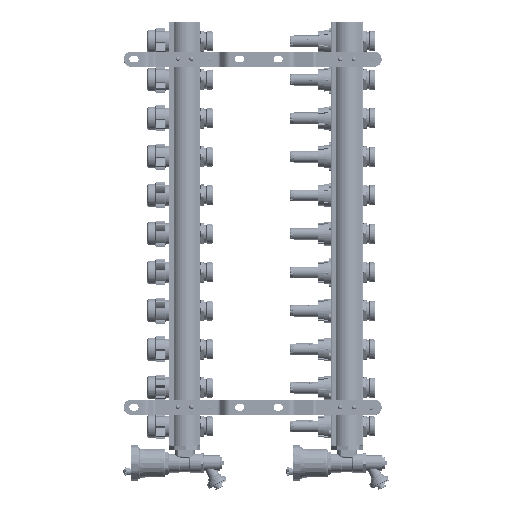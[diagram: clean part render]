
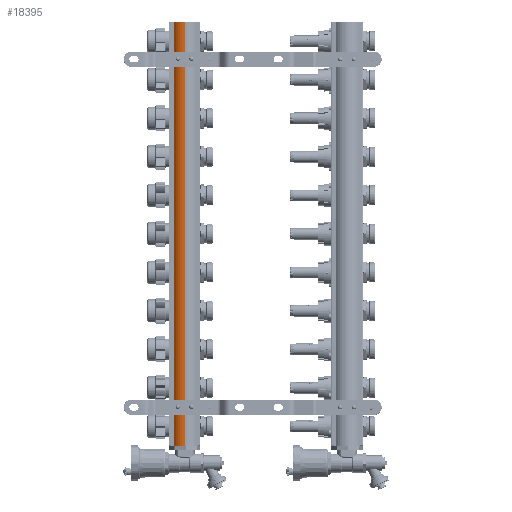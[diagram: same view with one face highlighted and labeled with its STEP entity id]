
A CAD part, left-side view. The second image highlights one B-rep face of the part: STEP entity #18395.
In plain terms, the highlighted cylindrical face has radius 18.2 mm (diameter 36.4 mm), a partial arc.
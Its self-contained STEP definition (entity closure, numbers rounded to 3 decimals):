
#2001 = DIRECTION ( 'NONE',  ( -1., 0., 0. ) ) ;
#2067 = CARTESIAN_POINT ( 'NONE',  ( -12., 13.684, 550. ) ) ;
#6097 = CARTESIAN_POINT ( 'NONE',  ( -18.2, 0., 550. ) ) ;
#9364 = VERTEX_POINT ( 'NONE', #2067 ) ;
#18395 = ADVANCED_FACE ( 'NONE', ( #88528 ), #66900, .T. ) ;
#22641 = CARTESIAN_POINT ( 'NONE',  ( -18.2, 0., 550. ) ) ;
#23122 = CARTESIAN_POINT ( 'NONE',  ( -12., 13.684, 0. ) ) ;
#23869 = EDGE_CURVE ( 'NONE', #9364, #84813, #30560, .T. ) ;
#25819 = DIRECTION ( 'NONE',  ( 0., 0., -1. ) ) ;
#26648 = EDGE_CURVE ( 'NONE', #9364, #81470, #89227, .T. ) ;
#30560 = LINE ( 'NONE', #47981, #59856 ) ;
#37200 = ORIENTED_EDGE ( 'NONE', *, *, #75099, .F. ) ;
#38721 = VERTEX_POINT ( 'NONE', #58434 ) ;
#41784 = VECTOR ( 'NONE', #54674, 1000. ) ;
#43117 = AXIS2_PLACEMENT_3D ( 'NONE', #90603, #66059, #66750 ) ;
#45627 = CARTESIAN_POINT ( 'NONE',  ( 0., 0., 550. ) ) ;
#47981 = CARTESIAN_POINT ( 'NONE',  ( -12., 13.684, 550. ) ) ;
#48069 = ORIENTED_EDGE ( 'NONE', *, *, #85739, .T. ) ;
#54674 = DIRECTION ( 'NONE',  ( 0., 0., -1. ) ) ;
#58173 = CARTESIAN_POINT ( 'NONE',  ( 0., 0., 550. ) ) ;
#58434 = CARTESIAN_POINT ( 'NONE',  ( -18.2, 0., 0. ) ) ;
#59856 = VECTOR ( 'NONE', #96696, 1000. ) ;
#60017 = CIRCLE ( 'NONE', #43117, 18.2 ) ;
#60875 = LINE ( 'NONE', #22641, #41784 ) ;
#66059 = DIRECTION ( 'NONE',  ( 0., 0., 1. ) ) ;
#66750 = DIRECTION ( 'NONE',  ( 1., 0., 0. ) ) ;
#66900 = CYLINDRICAL_SURFACE ( 'NONE', #102261, 18.2 ) ;
#71679 = ORIENTED_EDGE ( 'NONE', *, *, #23869, .T. ) ;
#74453 = AXIS2_PLACEMENT_3D ( 'NONE', #45627, #102509, #85468 ) ;
#74503 = ORIENTED_EDGE ( 'NONE', *, *, #26648, .F. ) ;
#75099 = EDGE_CURVE ( 'NONE', #81470, #38721, #60875, .T. ) ;
#80204 = EDGE_LOOP ( 'NONE', ( #37200, #74503, #71679, #48069 ) ) ;
#81470 = VERTEX_POINT ( 'NONE', #6097 ) ;
#84813 = VERTEX_POINT ( 'NONE', #23122 ) ;
#85468 = DIRECTION ( 'NONE',  ( 1., 0., 0. ) ) ;
#85739 = EDGE_CURVE ( 'NONE', #84813, #38721, #60017, .T. ) ;
#88528 = FACE_OUTER_BOUND ( 'NONE', #80204, .T. ) ;
#89227 = CIRCLE ( 'NONE', #74453, 18.2 ) ;
#90603 = CARTESIAN_POINT ( 'NONE',  ( 0., 0., 0. ) ) ;
#96696 = DIRECTION ( 'NONE',  ( 0., 0., -1. ) ) ;
#102261 = AXIS2_PLACEMENT_3D ( 'NONE', #58173, #25819, #2001 ) ;
#102509 = DIRECTION ( 'NONE',  ( 0., 0., 1. ) ) ;
